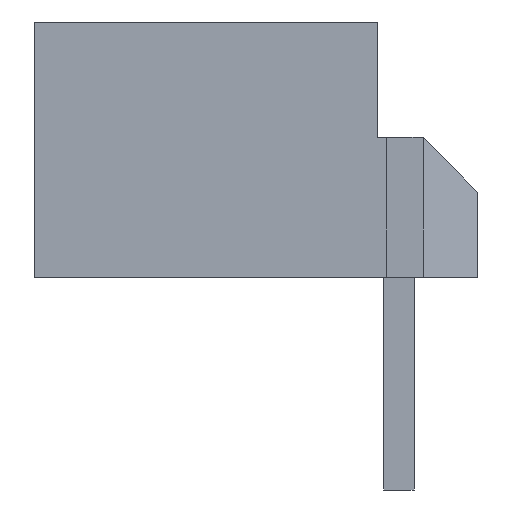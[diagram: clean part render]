
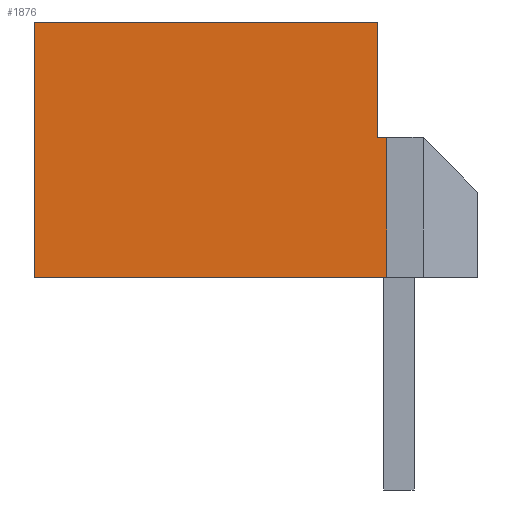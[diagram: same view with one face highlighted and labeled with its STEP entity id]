
A CAD part, left-side view. The second image highlights one B-rep face of the part: STEP entity #1876.
In plain terms, the highlighted planar face has unit normal (-1, 0, 0).
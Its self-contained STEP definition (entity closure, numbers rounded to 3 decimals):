
#90=FACE_OUTER_BOUND('',#190,.T.);
#190=EDGE_LOOP('',(#1573,#1574,#1575,#1576,#1577,#1578));
#290=LINE('',#2636,#552);
#404=LINE('',#2869,#666);
#434=LINE('',#2927,#696);
#446=LINE('',#2949,#708);
#447=LINE('',#2951,#709);
#448=LINE('',#2952,#710);
#552=VECTOR('',#2124,0.15);
#666=VECTOR('',#2332,4.2);
#696=VECTOR('',#2370,5.8);
#708=VECTOR('',#2392,1.9);
#709=VECTOR('',#2395,2.3);
#710=VECTOR('',#2396,5.65);
#803=VERTEX_POINT('',#2633);
#804=VERTEX_POINT('',#2635);
#875=VERTEX_POINT('',#2866);
#876=VERTEX_POINT('',#2868);
#899=VERTEX_POINT('',#2924);
#905=VERTEX_POINT('',#2947);
#984=EDGE_CURVE('',#803,#804,#290,.T.);
#1102=EDGE_CURVE('',#875,#876,#404,.T.);
#1132=EDGE_CURVE('',#899,#875,#434,.T.);
#1144=EDGE_CURVE('',#905,#803,#446,.T.);
#1145=EDGE_CURVE('',#899,#804,#447,.T.);
#1146=EDGE_CURVE('',#905,#876,#448,.T.);
#1573=ORIENTED_EDGE('',*,*,#1145,.T.);
#1574=ORIENTED_EDGE('',*,*,#984,.F.);
#1575=ORIENTED_EDGE('',*,*,#1144,.F.);
#1576=ORIENTED_EDGE('',*,*,#1146,.T.);
#1577=ORIENTED_EDGE('',*,*,#1102,.F.);
#1578=ORIENTED_EDGE('',*,*,#1132,.F.);
#1779=PLANE('',#1992);
#1876=ADVANCED_FACE('',(#90),#1779,.T.);
#1992=AXIS2_PLACEMENT_3D('',#2950,#2393,#2394);
#2124=DIRECTION('',(0.,-1.,0.));
#2332=DIRECTION('',(0.,0.,1.));
#2370=DIRECTION('',(0.,1.,0.));
#2392=DIRECTION('',(0.,0.,-1.));
#2393=DIRECTION('center_axis',(-1.,0.,0.));
#2394=DIRECTION('ref_axis',(0.,0.,1.));
#2395=DIRECTION('',(0.,0.,1.));
#2396=DIRECTION('',(0.,1.,0.));
#2633=CARTESIAN_POINT('',(-2.,0.35,2.7));
#2635=CARTESIAN_POINT('',(-2.,0.2,2.7));
#2636=CARTESIAN_POINT('',(-2.,0.35,2.7));
#2866=CARTESIAN_POINT('',(-2.,6.,0.4));
#2868=CARTESIAN_POINT('',(-2.,6.,4.6));
#2869=CARTESIAN_POINT('',(-2.,6.,0.4));
#2924=CARTESIAN_POINT('',(-2.,0.2,0.4));
#2927=CARTESIAN_POINT('',(-2.,0.2,0.4));
#2947=CARTESIAN_POINT('',(-2.,0.35,4.6));
#2949=CARTESIAN_POINT('',(-2.,0.35,4.6));
#2950=CARTESIAN_POINT('Origin',(-2.,-1.3,0.4));
#2951=CARTESIAN_POINT('',(-2.,0.2,0.4));
#2952=CARTESIAN_POINT('',(-2.,0.35,4.6));
